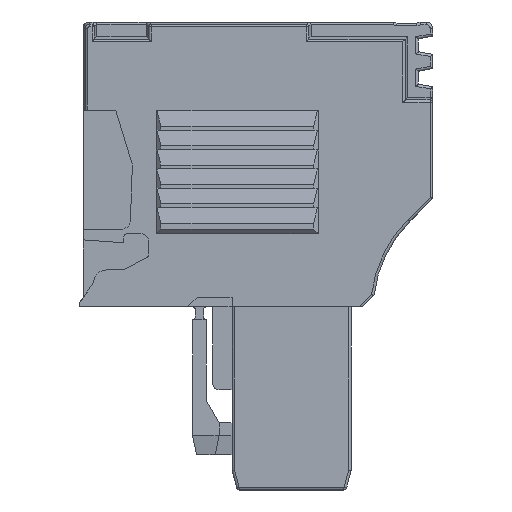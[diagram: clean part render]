
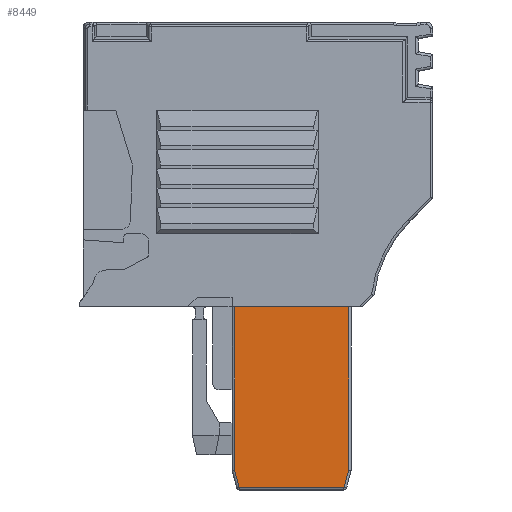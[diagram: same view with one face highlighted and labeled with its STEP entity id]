
A CAD part, left-side view. The second image highlights one B-rep face of the part: STEP entity #8449.
In plain terms, the highlighted planar face has unit normal (-1, 0, 0).
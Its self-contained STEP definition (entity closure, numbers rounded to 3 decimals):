
#8413=AXIS2_PLACEMENT_3D('Plane Axis2P3D',#8410,#8411,#8412) ;
#1606=CARTESIAN_POINT('Vertex',(3.425,15.3,14.15)) ;
#1609=CARTESIAN_POINT('Line Origine',(3.425,10.9,14.15)) ;
#1613=CARTESIAN_POINT('Vertex',(3.425,6.5,14.15)) ;
#8394=CARTESIAN_POINT('Vertex',(3.425,15.3,1.526)) ;
#8397=CARTESIAN_POINT('Line Origine',(3.425,15.3,7.075)) ;
#8410=CARTESIAN_POINT('Axis2P3D Location',(3.425,10.9,14.15)) ;
#8415=CARTESIAN_POINT('Line Origine',(3.425,10.9,0.2)) ;
#8419=CARTESIAN_POINT('Vertex',(3.425,6.855,0.2)) ;
#8421=CARTESIAN_POINT('Vertex',(3.425,14.945,0.2)) ;
#8424=CARTESIAN_POINT('Line Origine',(3.425,6.678,0.863)) ;
#8428=CARTESIAN_POINT('Vertex',(3.425,6.5,1.526)) ;
#8431=CARTESIAN_POINT('Line Origine',(3.425,6.5,7.838)) ;
#8436=CARTESIAN_POINT('Line Origine',(3.425,15.122,0.863)) ;
#1610=DIRECTION('Vector Direction',(0.,-1.,0.)) ;
#8398=DIRECTION('Vector Direction',(0.,0.,1.)) ;
#8411=DIRECTION('Axis2P3D Direction',(1.,0.,0.)) ;
#8412=DIRECTION('Axis2P3D XDirection',(0.,1.,0.)) ;
#8416=DIRECTION('Vector Direction',(0.,1.,0.)) ;
#8425=DIRECTION('Vector Direction',(0.,0.259,-0.966)) ;
#8432=DIRECTION('Vector Direction',(0.,0.,-1.)) ;
#8437=DIRECTION('Vector Direction',(0.,0.259,0.966)) ;
#1611=VECTOR('Line Direction',#1610,1.) ;
#8399=VECTOR('Line Direction',#8398,1.) ;
#8417=VECTOR('Line Direction',#8416,1.) ;
#8426=VECTOR('Line Direction',#8425,1.) ;
#8433=VECTOR('Line Direction',#8432,1.) ;
#8438=VECTOR('Line Direction',#8437,1.) ;
#8442=ORIENTED_EDGE('',*,*,#8423,.F.) ;
#8443=ORIENTED_EDGE('',*,*,#8430,.F.) ;
#8444=ORIENTED_EDGE('',*,*,#8435,.F.) ;
#8445=ORIENTED_EDGE('',*,*,#1615,.F.) ;
#8446=ORIENTED_EDGE('',*,*,#8401,.F.) ;
#8447=ORIENTED_EDGE('',*,*,#8440,.F.) ;
#8449=ADVANCED_FACE('Hauptk\X2\00F6\X0\rper',(#8448),#8414,.F.) ;
#1615=EDGE_CURVE('',#1607,#1614,#1612,.T.) ;
#8401=EDGE_CURVE('',#8395,#1607,#8400,.T.) ;
#8423=EDGE_CURVE('',#8420,#8422,#8418,.T.) ;
#8430=EDGE_CURVE('',#8429,#8420,#8427,.T.) ;
#8435=EDGE_CURVE('',#1614,#8429,#8434,.T.) ;
#8440=EDGE_CURVE('',#8422,#8395,#8439,.T.) ;
#8441=EDGE_LOOP('',(#8442,#8443,#8444,#8445,#8446,#8447)) ;
#8448=FACE_OUTER_BOUND('',#8441,.T.) ;
#1612=LINE('Line',#1609,#1611) ;
#8400=LINE('Line',#8397,#8399) ;
#8418=LINE('Line',#8415,#8417) ;
#8427=LINE('Line',#8424,#8426) ;
#8434=LINE('Line',#8431,#8433) ;
#8439=LINE('Line',#8436,#8438) ;
#8414=PLANE('',#8413) ;
#1607=VERTEX_POINT('',#1606) ;
#1614=VERTEX_POINT('',#1613) ;
#8395=VERTEX_POINT('',#8394) ;
#8420=VERTEX_POINT('',#8419) ;
#8422=VERTEX_POINT('',#8421) ;
#8429=VERTEX_POINT('',#8428) ;
